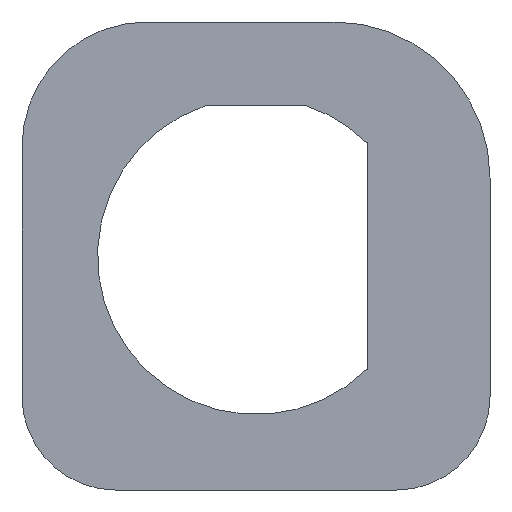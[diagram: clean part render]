
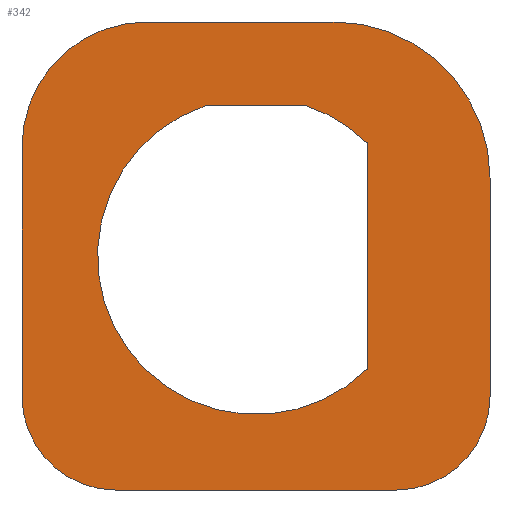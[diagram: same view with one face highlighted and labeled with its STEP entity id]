
A CAD part, front view. The second image highlights one B-rep face of the part: STEP entity #342.
In plain terms, the highlighted planar face has unit normal (0, -1, 0).
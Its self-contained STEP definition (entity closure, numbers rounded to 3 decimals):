
#16=FACE_BOUND('',#62,.T.);
#24=PLANE('',#394);
#42=FACE_OUTER_BOUND('',#61,.T.);
#61=EDGE_LOOP('',(#299,#300,#301,#302,#303,#304,#305,#306));
#62=EDGE_LOOP('',(#307,#308,#309,#310,#311,#312,#313,#314));
#65=LINE('',#513,#93);
#71=LINE('',#537,#99);
#77=LINE('',#561,#105);
#81=LINE('',#573,#109);
#85=LINE('',#585,#113);
#89=LINE('',#596,#117);
#93=VECTOR('',#407,10.);
#99=VECTOR('',#433,10.);
#105=VECTOR('',#459,10.);
#109=VECTOR('',#471,10.);
#113=VECTOR('',#483,10.);
#117=VECTOR('',#495,10.);
#119=CIRCLE('',#358,0.05);
#121=CIRCLE('',#362,0.05);
#123=CIRCLE('',#365,25.4);
#125=CIRCLE('',#368,0.05);
#127=CIRCLE('',#372,0.05);
#129=CIRCLE('',#375,25.4);
#131=CIRCLE('',#378,15.);
#133=CIRCLE('',#382,25.);
#135=CIRCLE('',#386,20.);
#137=CIRCLE('',#390,15.);
#139=VERTEX_POINT('',#503);
#140=VERTEX_POINT('',#504);
#143=VERTEX_POINT('',#512);
#145=VERTEX_POINT('',#518);
#147=VERTEX_POINT('',#524);
#149=VERTEX_POINT('',#530);
#151=VERTEX_POINT('',#536);
#153=VERTEX_POINT('',#542);
#155=VERTEX_POINT('',#551);
#156=VERTEX_POINT('',#552);
#159=VERTEX_POINT('',#560);
#161=VERTEX_POINT('',#566);
#163=VERTEX_POINT('',#572);
#165=VERTEX_POINT('',#578);
#167=VERTEX_POINT('',#584);
#169=VERTEX_POINT('',#590);
#171=EDGE_CURVE('',#139,#140,#119,.T.);
#175=EDGE_CURVE('',#143,#139,#65,.T.);
#178=EDGE_CURVE('',#145,#143,#121,.T.);
#181=EDGE_CURVE('',#147,#145,#123,.T.);
#184=EDGE_CURVE('',#149,#147,#125,.T.);
#187=EDGE_CURVE('',#151,#149,#71,.T.);
#190=EDGE_CURVE('',#153,#151,#127,.T.);
#193=EDGE_CURVE('',#140,#153,#129,.T.);
#195=EDGE_CURVE('',#155,#156,#131,.T.);
#199=EDGE_CURVE('',#159,#155,#77,.T.);
#202=EDGE_CURVE('',#161,#159,#133,.T.);
#205=EDGE_CURVE('',#163,#161,#81,.T.);
#208=EDGE_CURVE('',#165,#163,#135,.T.);
#211=EDGE_CURVE('',#167,#165,#85,.T.);
#214=EDGE_CURVE('',#169,#167,#137,.T.);
#217=EDGE_CURVE('',#156,#169,#89,.T.);
#299=ORIENTED_EDGE('',*,*,#217,.F.);
#300=ORIENTED_EDGE('',*,*,#195,.F.);
#301=ORIENTED_EDGE('',*,*,#199,.F.);
#302=ORIENTED_EDGE('',*,*,#202,.F.);
#303=ORIENTED_EDGE('',*,*,#205,.F.);
#304=ORIENTED_EDGE('',*,*,#208,.F.);
#305=ORIENTED_EDGE('',*,*,#211,.F.);
#306=ORIENTED_EDGE('',*,*,#214,.F.);
#307=ORIENTED_EDGE('',*,*,#193,.F.);
#308=ORIENTED_EDGE('',*,*,#171,.F.);
#309=ORIENTED_EDGE('',*,*,#175,.F.);
#310=ORIENTED_EDGE('',*,*,#178,.F.);
#311=ORIENTED_EDGE('',*,*,#181,.F.);
#312=ORIENTED_EDGE('',*,*,#184,.F.);
#313=ORIENTED_EDGE('',*,*,#187,.F.);
#314=ORIENTED_EDGE('',*,*,#190,.F.);
#342=ADVANCED_FACE('',(#42,#16),#24,.F.);
#358=AXIS2_PLACEMENT_3D('',#505,#399,#400);
#362=AXIS2_PLACEMENT_3D('',#519,#412,#413);
#365=AXIS2_PLACEMENT_3D('',#525,#419,#420);
#368=AXIS2_PLACEMENT_3D('',#531,#426,#427);
#372=AXIS2_PLACEMENT_3D('',#543,#438,#439);
#375=AXIS2_PLACEMENT_3D('',#548,#445,#446);
#378=AXIS2_PLACEMENT_3D('',#553,#451,#452);
#382=AXIS2_PLACEMENT_3D('',#567,#464,#465);
#386=AXIS2_PLACEMENT_3D('',#579,#476,#477);
#390=AXIS2_PLACEMENT_3D('',#591,#488,#489);
#394=AXIS2_PLACEMENT_3D('',#599,#499,#500);
#399=DIRECTION('center_axis',(0.,-1.,0.));
#400=DIRECTION('ref_axis',(-0.314,0.,0.949));
#407=DIRECTION('',(-1.,0.,0.));
#412=DIRECTION('center_axis',(0.,-1.,0.));
#413=DIRECTION('ref_axis',(0.,0.,1.));
#419=DIRECTION('center_axis',(0.,-1.,0.));
#420=DIRECTION('ref_axis',(0.314,0.,0.949));
#426=DIRECTION('center_axis',(0.,-1.,0.));
#427=DIRECTION('ref_axis',(0.7,0.,0.714));
#433=DIRECTION('',(0.,0.,1.));
#438=DIRECTION('center_axis',(0.,-1.,0.));
#439=DIRECTION('ref_axis',(1.,0.,0.));
#445=DIRECTION('center_axis',(0.,-1.,0.));
#446=DIRECTION('ref_axis',(0.7,0.,-0.714));
#451=DIRECTION('center_axis',(0.,1.,0.));
#452=DIRECTION('ref_axis',(1.,0.,0.));
#459=DIRECTION('',(0.,0.,-1.));
#464=DIRECTION('center_axis',(0.,1.,0.));
#465=DIRECTION('ref_axis',(0.,0.,1.));
#471=DIRECTION('',(1.,0.,0.));
#476=DIRECTION('center_axis',(0.,1.,0.));
#477=DIRECTION('ref_axis',(-1.,0.,0.));
#483=DIRECTION('',(0.,0.,1.));
#488=DIRECTION('center_axis',(0.,1.,0.));
#489=DIRECTION('ref_axis',(0.,0.,-1.));
#495=DIRECTION('',(-1.,0.,0.));
#499=DIRECTION('center_axis',(0.,1.,0.));
#500=DIRECTION('ref_axis',(-1.,0.,0.));
#503=CARTESIAN_POINT('',(-7.969,0.8,24.115));
#504=CARTESIAN_POINT('',(-7.984,0.8,24.112));
#505=CARTESIAN_POINT('Origin',(-7.969,0.8,24.065));
#512=CARTESIAN_POINT('',(7.969,0.8,24.115));
#513=CARTESIAN_POINT('',(-7.969,0.8,24.115));
#518=CARTESIAN_POINT('',(7.984,0.8,24.112));
#519=CARTESIAN_POINT('Origin',(7.969,0.8,24.065));
#524=CARTESIAN_POINT('',(17.785,0.8,18.134));
#525=CARTESIAN_POINT('Origin',(0.,0.8,0.));
#530=CARTESIAN_POINT('',(17.8,0.8,18.099));
#531=CARTESIAN_POINT('Origin',(17.75,0.8,18.099));
#536=CARTESIAN_POINT('',(17.8,0.8,-18.099));
#537=CARTESIAN_POINT('',(17.8,0.8,-18.099));
#542=CARTESIAN_POINT('',(17.785,0.8,-18.134));
#543=CARTESIAN_POINT('Origin',(17.75,0.8,-18.099));
#548=CARTESIAN_POINT('Origin',(0.,0.8,0.));
#551=CARTESIAN_POINT('',(37.5,0.8,-22.5));
#552=CARTESIAN_POINT('',(22.5,0.8,-37.5));
#553=CARTESIAN_POINT('Origin',(22.5,0.8,-22.5));
#560=CARTESIAN_POINT('',(37.5,0.8,12.5));
#561=CARTESIAN_POINT('',(37.5,0.8,12.5));
#566=CARTESIAN_POINT('',(12.5,0.8,37.5));
#567=CARTESIAN_POINT('Origin',(12.5,0.8,12.5));
#572=CARTESIAN_POINT('',(-17.5,0.8,37.5));
#573=CARTESIAN_POINT('',(-17.5,0.8,37.5));
#578=CARTESIAN_POINT('',(-37.5,0.8,17.5));
#579=CARTESIAN_POINT('Origin',(-17.5,0.8,17.5));
#584=CARTESIAN_POINT('',(-37.5,0.8,-22.5));
#585=CARTESIAN_POINT('',(-37.5,0.8,-22.5));
#590=CARTESIAN_POINT('',(-22.5,0.8,-37.5));
#591=CARTESIAN_POINT('Origin',(-22.5,0.8,-22.5));
#596=CARTESIAN_POINT('',(22.5,0.8,-37.5));
#599=CARTESIAN_POINT('Origin',(0.,0.8,0.));
